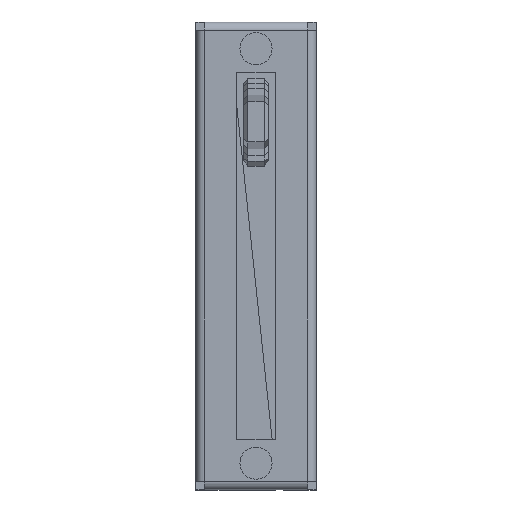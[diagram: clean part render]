
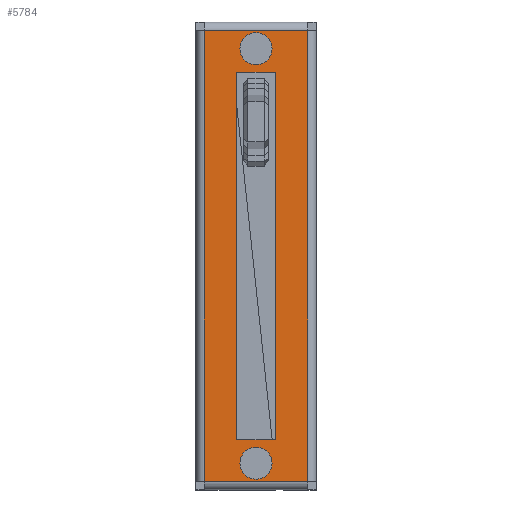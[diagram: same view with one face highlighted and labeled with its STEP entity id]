
A CAD part, top view. The second image highlights one B-rep face of the part: STEP entity #5784.
In plain terms, the highlighted planar face has unit normal (0, 0, 1).
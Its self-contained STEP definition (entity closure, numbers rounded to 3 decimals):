
#39=FACE_BOUND('',#722,.T.);
#40=FACE_BOUND('',#723,.T.);
#41=FACE_BOUND('',#724,.T.);
#96=CIRCLE('',#6206,1.2);
#97=CIRCLE('',#6207,1.2);
#402=FACE_OUTER_BOUND('',#721,.T.);
#721=EDGE_LOOP('',(#4862,#4863,#4864,#4865));
#722=EDGE_LOOP('',(#4866));
#723=EDGE_LOOP('',(#4867,#4868,#4869,#4870));
#724=EDGE_LOOP('',(#4871));
#1350=LINE('',#9035,#2098);
#1354=LINE('',#9051,#2102);
#1365=LINE('',#9086,#2113);
#1377=LINE('',#9112,#2125);
#1388=LINE('',#9144,#2136);
#1389=LINE('',#9146,#2137);
#1390=LINE('',#9148,#2138);
#1391=LINE('',#9149,#2139);
#2098=VECTOR('',#7379,10.);
#2102=VECTOR('',#7399,10.);
#2113=VECTOR('',#7442,10.);
#2125=VECTOR('',#7468,10.);
#2136=VECTOR('',#7497,10.);
#2137=VECTOR('',#7498,10.);
#2138=VECTOR('',#7499,10.);
#2139=VECTOR('',#7500,10.);
#2668=VERTEX_POINT('',#9032);
#2669=VERTEX_POINT('',#9034);
#2672=VERTEX_POINT('',#9048);
#2673=VERTEX_POINT('',#9050);
#2698=VERTEX_POINT('',#9140);
#2699=VERTEX_POINT('',#9142);
#2700=VERTEX_POINT('',#9143);
#2701=VERTEX_POINT('',#9145);
#2702=VERTEX_POINT('',#9147);
#2703=VERTEX_POINT('',#9150);
#3396=EDGE_CURVE('',#2669,#2668,#1350,.T.);
#3404=EDGE_CURVE('',#2673,#2672,#1354,.T.);
#3422=EDGE_CURVE('',#2672,#2669,#1365,.T.);
#3437=EDGE_CURVE('',#2668,#2673,#1377,.T.);
#3451=EDGE_CURVE('',#2698,#2698,#96,.T.);
#3452=EDGE_CURVE('',#2699,#2700,#1388,.T.);
#3453=EDGE_CURVE('',#2700,#2701,#1389,.T.);
#3454=EDGE_CURVE('',#2701,#2702,#1390,.T.);
#3455=EDGE_CURVE('',#2702,#2699,#1391,.T.);
#3456=EDGE_CURVE('',#2703,#2703,#97,.T.);
#4862=ORIENTED_EDGE('',*,*,#3396,.T.);
#4863=ORIENTED_EDGE('',*,*,#3437,.T.);
#4864=ORIENTED_EDGE('',*,*,#3404,.T.);
#4865=ORIENTED_EDGE('',*,*,#3422,.T.);
#4866=ORIENTED_EDGE('',*,*,#3451,.T.);
#4867=ORIENTED_EDGE('',*,*,#3452,.T.);
#4868=ORIENTED_EDGE('',*,*,#3453,.T.);
#4869=ORIENTED_EDGE('',*,*,#3454,.T.);
#4870=ORIENTED_EDGE('',*,*,#3455,.T.);
#4871=ORIENTED_EDGE('',*,*,#3456,.T.);
#5478=PLANE('',#6205);
#5784=ADVANCED_FACE('',(#402,#39,#40,#41),#5478,.T.);
#6205=AXIS2_PLACEMENT_3D('',#9139,#7493,#7494);
#6206=AXIS2_PLACEMENT_3D('',#9141,#7495,#7496);
#6207=AXIS2_PLACEMENT_3D('',#9151,#7501,#7502);
#7379=DIRECTION('',(0.,1.,0.));
#7399=DIRECTION('',(0.,-1.,0.));
#7442=DIRECTION('',(1.,0.,0.));
#7468=DIRECTION('',(-1.,0.,0.));
#7493=DIRECTION('center_axis',(0.,0.,1.));
#7494=DIRECTION('ref_axis',(1.,0.,0.));
#7495=DIRECTION('center_axis',(0.,0.,-1.));
#7496=DIRECTION('ref_axis',(1.,0.,0.));
#7497=DIRECTION('',(0.,-1.,0.));
#7498=DIRECTION('',(-1.,0.,0.));
#7499=DIRECTION('',(0.,1.,0.));
#7500=DIRECTION('',(1.,0.,0.));
#7501=DIRECTION('center_axis',(0.,0.,-1.));
#7502=DIRECTION('ref_axis',(1.,0.,0.));
#9032=CARTESIAN_POINT('',(3.87,6.85,0.));
#9034=CARTESIAN_POINT('',(3.87,-26.85,0.));
#9035=CARTESIAN_POINT('',(3.87,-1.575,0.));
#9048=CARTESIAN_POINT('',(-3.87,-26.85,0.));
#9050=CARTESIAN_POINT('',(-3.87,6.85,0.));
#9051=CARTESIAN_POINT('',(-3.87,-18.425,0.));
#9086=CARTESIAN_POINT('',(2.25,-26.85,0.));
#9112=CARTESIAN_POINT('',(-2.25,6.85,0.));
#9139=CARTESIAN_POINT('Origin',(0.,-10.,0.));
#9140=CARTESIAN_POINT('',(-1.2,5.5,0.));
#9141=CARTESIAN_POINT('Origin',(0.,5.5,0.));
#9142=CARTESIAN_POINT('',(1.448,3.758,0.));
#9143=CARTESIAN_POINT('',(1.448,-23.758,0.));
#9144=CARTESIAN_POINT('',(1.448,-23.758,0.));
#9145=CARTESIAN_POINT('',(-1.448,-23.758,0.));
#9146=CARTESIAN_POINT('',(-1.448,-23.758,0.));
#9147=CARTESIAN_POINT('',(-1.448,3.758,0.));
#9148=CARTESIAN_POINT('',(-1.448,3.758,0.));
#9149=CARTESIAN_POINT('',(1.448,3.758,0.));
#9150=CARTESIAN_POINT('',(-1.2,-25.5,0.));
#9151=CARTESIAN_POINT('Origin',(0.,-25.5,0.));
